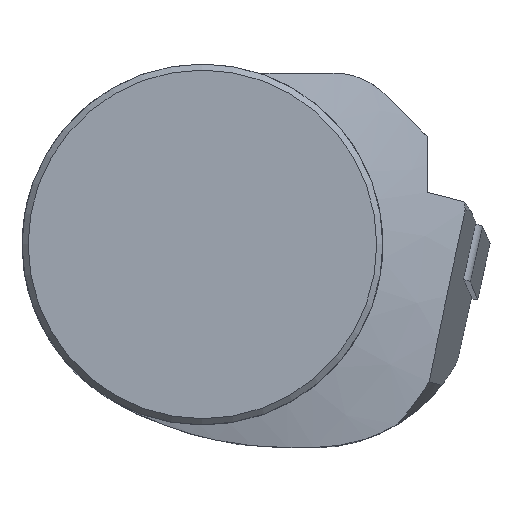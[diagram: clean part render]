
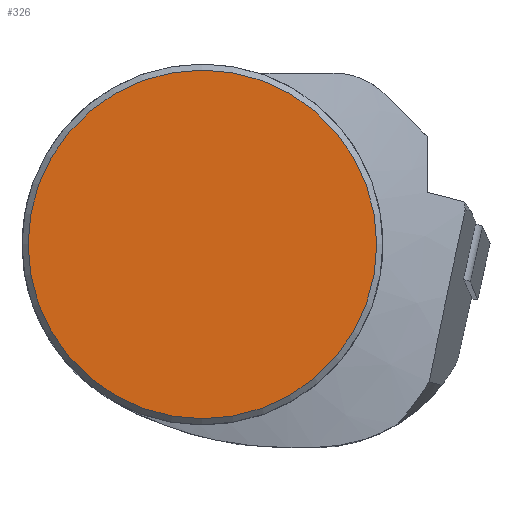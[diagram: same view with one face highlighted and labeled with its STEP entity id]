
A CAD part, top view. The second image highlights one B-rep face of the part: STEP entity #326.
In plain terms, the highlighted planar face has unit normal (0, 0, 1).
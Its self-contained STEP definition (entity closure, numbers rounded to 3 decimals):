
#217=FACE_OUTER_BOUND('',#489,.T.);
#326=ADVANCED_FACE('',(#217),#401,.T.);
#401=PLANE('',#1814);
#489=EDGE_LOOP('',(#807));
#565=CIRCLE('',#1774,19.325);
#807=ORIENTED_EDGE('',*,*,#1299,.T.);
#1135=VERTEX_POINT('',#2435);
#1299=EDGE_CURVE('',#1135,#1135,#565,.T.);
#1774=AXIS2_PLACEMENT_3D('',#2434,#1997,#1998);
#1814=AXIS2_PLACEMENT_3D('',#2594,#2101,#2102);
#1997=DIRECTION('',(0.,0.,1.));
#1998=DIRECTION('',(1.,0.,0.));
#2101=DIRECTION('',(0.,0.,1.));
#2102=DIRECTION('',(1.,0.,0.));
#2434=CARTESIAN_POINT('',(0.,0.,0.));
#2435=CARTESIAN_POINT('',(19.325,0.,0.));
#2594=CARTESIAN_POINT('',(0.,0.,0.));
